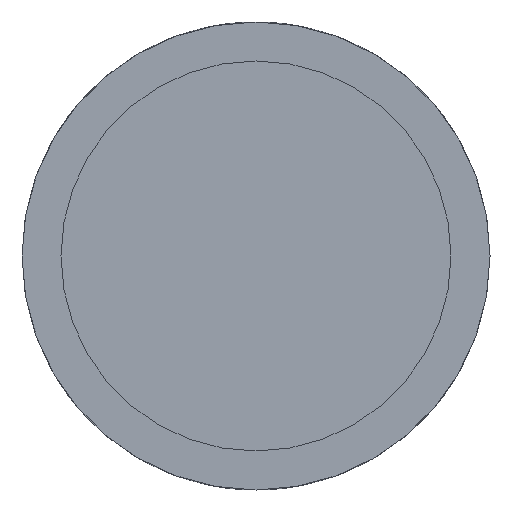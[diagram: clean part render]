
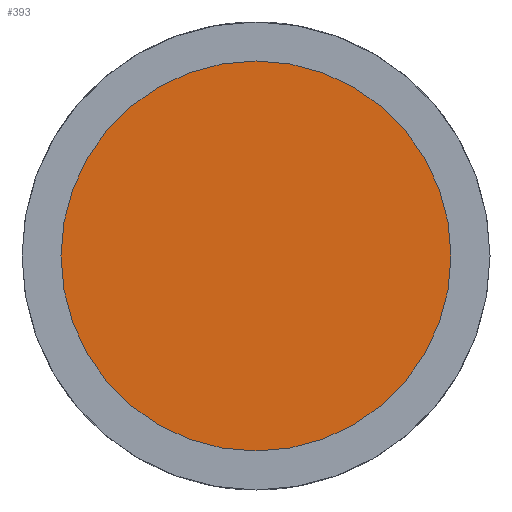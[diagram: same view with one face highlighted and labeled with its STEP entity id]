
A CAD part, front view. The second image highlights one B-rep face of the part: STEP entity #393.
In plain terms, the highlighted planar face has unit normal (0, -1, 0).
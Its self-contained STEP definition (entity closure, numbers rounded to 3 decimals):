
#61 = DIRECTION ( 'NONE',  ( 0., 0., -1. ) ) ;
#64 = CARTESIAN_POINT ( 'NONE',  ( 0., -20., 0. ) ) ;
#82 = DIRECTION ( 'NONE',  ( 0., -1., 0. ) ) ;
#106 = PLANE ( 'NONE',  #931 ) ;
#155 = CARTESIAN_POINT ( 'NONE',  ( 0., -20., 0. ) ) ;
#163 = CIRCLE ( 'NONE', #243, 50. ) ;
#243 = AXIS2_PLACEMENT_3D ( 'NONE', #64, #82, #61 ) ;
#307 = AXIS2_PLACEMENT_3D ( 'NONE', #155, #877, #805 ) ;
#316 = ORIENTED_EDGE ( 'NONE', *, *, #630, .T. ) ;
#323 = CIRCLE ( 'NONE', #307, 50. ) ;
#348 = FACE_OUTER_BOUND ( 'NONE', #730, .T. ) ;
#393 = ADVANCED_FACE ( 'NONE', ( #348 ), #106, .T. ) ;
#507 = CARTESIAN_POINT ( 'NONE',  ( 0., -20., 50. ) ) ;
#586 = DIRECTION ( 'NONE',  ( 0., 0., -1. ) ) ;
#595 = VERTEX_POINT ( 'NONE', #1021 ) ;
#630 = EDGE_CURVE ( 'NONE', #742, #595, #323, .T. ) ;
#665 = CARTESIAN_POINT ( 'NONE',  ( 0., -20., 0. ) ) ;
#730 = EDGE_LOOP ( 'NONE', ( #316, #839 ) ) ;
#742 = VERTEX_POINT ( 'NONE', #507 ) ;
#805 = DIRECTION ( 'NONE',  ( 0., 0., -1. ) ) ;
#839 = ORIENTED_EDGE ( 'NONE', *, *, #1001, .T. ) ;
#877 = DIRECTION ( 'NONE',  ( 0., -1., 0. ) ) ;
#931 = AXIS2_PLACEMENT_3D ( 'NONE', #665, #989, #586 ) ;
#989 = DIRECTION ( 'NONE',  ( 0., -1., 0. ) ) ;
#1001 = EDGE_CURVE ( 'NONE', #595, #742, #163, .T. ) ;
#1021 = CARTESIAN_POINT ( 'NONE',  ( 0., -20., -50. ) ) ;
